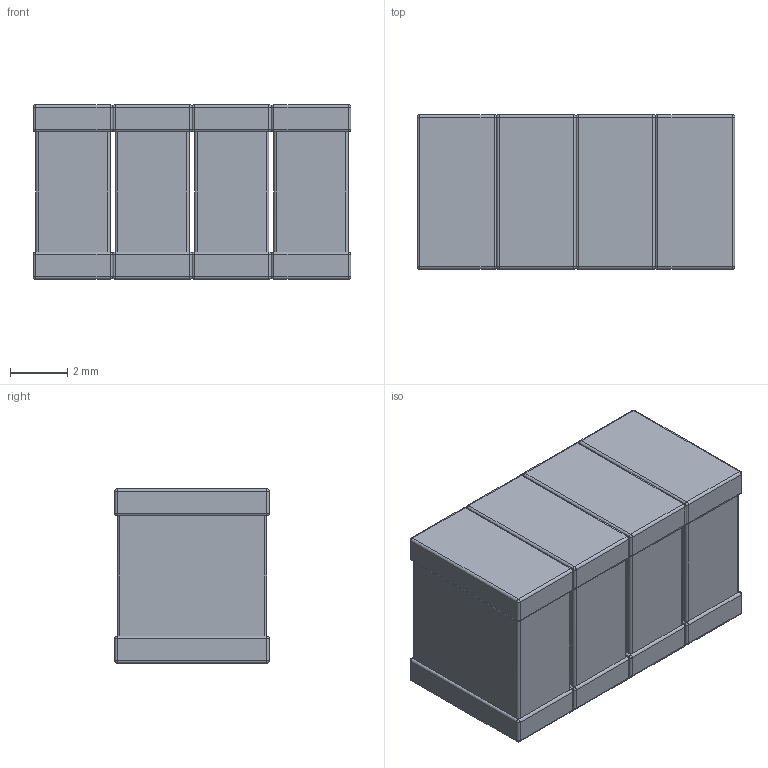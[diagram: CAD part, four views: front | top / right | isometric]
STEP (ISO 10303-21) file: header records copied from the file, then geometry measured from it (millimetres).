
FILE_DESCRIPTION (( 'STEP AP214' ), '1' );
FILE_NAME ('CCSS_K4LL_2220-4_L6.1W11.1B0.95T5.4.STEP', '2023-04-18T22:37:35', ( '' ), ( '' ), 'SwSTEP 2.0', 'SolidWorks 2021', '' );
FILE_SCHEMA (( 'AUTOMOTIVE_DESIGN' ));
Length unit declared in the file: millimetre
Products named in the file (1): CCSS_K4LL_2220-4_L6.1W11.1B0.95T5.4
Bounding box: 11.1 x 5.4 x 6.1 mm (x, y, z)
Volume: 341.1 mm3; surface area: 514.1 mm2
Topology: 16 solids, 16 shells, 468 faces, 1196 edges, 696 vertices
Faces by surface type: plane 284, cylinder 120, sphere 64
Entity records: 16577 total; most frequent: CARTESIAN_POINT 2969, ORIENTED_EDGE 2264, DIRECTION 2166, EDGE_CURVE 1132, LINE 844, VECTOR 844, VERTEX_POINT 696, AXIS2_PLACEMENT_3D 661
